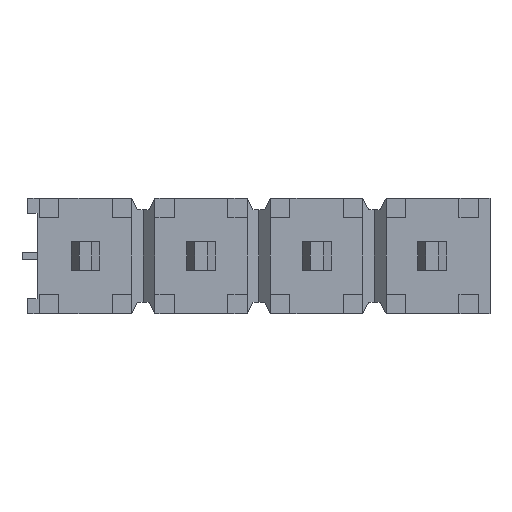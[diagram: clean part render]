
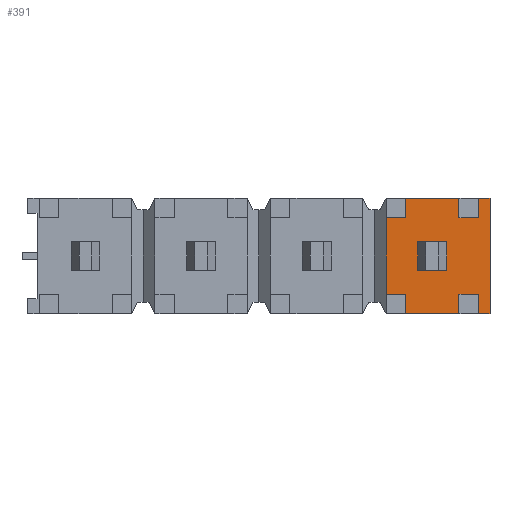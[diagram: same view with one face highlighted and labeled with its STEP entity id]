
A CAD part, front view. The second image highlights one B-rep face of the part: STEP entity #391.
In plain terms, the highlighted planar face has unit normal (0, -1, 0).
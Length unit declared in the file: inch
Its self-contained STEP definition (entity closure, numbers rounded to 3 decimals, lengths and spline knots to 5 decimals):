
#391 = ADVANCED_FACE( '', ( #901, #902 ), #903, .T. );
#901 = FACE_OUTER_BOUND( '', #1553, .T. );
#902 = FACE_BOUND( '', #1554, .T. );
#903 = PLANE( '', #1555 );
#1553 = EDGE_LOOP( '', ( #2529, #2530, #2531, #2532, #2533, #2534, #2535, #2536, #2537, #2538, #2539, #2540, #2541, #2542, #2543, #2544 ) );
#1554 = EDGE_LOOP( '', ( #2545, #2546, #2547, #2548 ) );
#1555 = AXIS2_PLACEMENT_3D( '', #2549, #2550, #2551 );
#2529 = ORIENTED_EDGE( '', *, *, #4213, .T. );
#2530 = ORIENTED_EDGE( '', *, *, #4214, .T. );
#2531 = ORIENTED_EDGE( '', *, *, #4156, .T. );
#2532 = ORIENTED_EDGE( '', *, *, #4215, .T. );
#2533 = ORIENTED_EDGE( '', *, *, #4216, .F. );
#2534 = ORIENTED_EDGE( '', *, *, #4217, .T. );
#2535 = ORIENTED_EDGE( '', *, *, #4218, .T. );
#2536 = ORIENTED_EDGE( '', *, *, #4219, .T. );
#2537 = ORIENTED_EDGE( '', *, *, #4118, .F. );
#2538 = ORIENTED_EDGE( '', *, *, #4220, .F. );
#2539 = ORIENTED_EDGE( '', *, *, #4221, .T. );
#2540 = ORIENTED_EDGE( '', *, *, #4040, .T. );
#2541 = ORIENTED_EDGE( '', *, *, #3926, .F. );
#2542 = ORIENTED_EDGE( '', *, *, #4030, .F. );
#2543 = ORIENTED_EDGE( '', *, *, #4222, .T. );
#2544 = ORIENTED_EDGE( '', *, *, #4037, .T. );
#2545 = ORIENTED_EDGE( '', *, *, #4001, .F. );
#2546 = ORIENTED_EDGE( '', *, *, #4223, .F. );
#2547 = ORIENTED_EDGE( '', *, *, #4175, .F. );
#2548 = ORIENTED_EDGE( '', *, *, #4224, .F. );
#2549 = CARTESIAN_POINT( '', ( 0.23637, 0.02, 0.1 ) );
#2550 = DIRECTION( '', ( 0., -1., 0. ) );
#2551 = DIRECTION( '', ( 0., 0., -1. ) );
#3926 = EDGE_CURVE( '', #4680, #4682, #4683, .T. );
#4001 = EDGE_CURVE( '', #4817, #4819, #4820, .T. );
#4030 = EDGE_CURVE( '', #4865, #4680, #4866, .T. );
#4037 = EDGE_CURVE( '', #4878, #4876, #4879, .T. );
#4040 = EDGE_CURVE( '', #4883, #4682, #4884, .T. );
#4118 = EDGE_CURVE( '', #5013, #5004, #5015, .T. );
#4156 = EDGE_CURVE( '', #5078, #5076, #5079, .T. );
#4175 = EDGE_CURVE( '', #5104, #5106, #5107, .T. );
#4213 = EDGE_CURVE( '', #4876, #5166, #5167, .T. );
#4214 = EDGE_CURVE( '', #5166, #5078, #5168, .T. );
#4215 = EDGE_CURVE( '', #5076, #5169, #5170, .T. );
#4216 = EDGE_CURVE( '', #5171, #5169, #5172, .T. );
#4217 = EDGE_CURVE( '', #5171, #5173, #5174, .T. );
#4218 = EDGE_CURVE( '', #5173, #5175, #5176, .T. );
#4219 = EDGE_CURVE( '', #5175, #5004, #5177, .T. );
#4220 = EDGE_CURVE( '', #5178, #5013, #5179, .T. );
#4221 = EDGE_CURVE( '', #5178, #4883, #5180, .T. );
#4222 = EDGE_CURVE( '', #4865, #4878, #5181, .T. );
#4223 = EDGE_CURVE( '', #5106, #4817, #5182, .T. );
#4224 = EDGE_CURVE( '', #4819, #5104, #5183, .T. );
#4680 = VERTEX_POINT( '', #5770 );
#4682 = VERTEX_POINT( '', #5773 );
#4683 = LINE( '', #5774, #5775 );
#4817 = VERTEX_POINT( '', #5970 );
#4819 = VERTEX_POINT( '', #5973 );
#4820 = LINE( '', #5974, #5975 );
#4865 = VERTEX_POINT( '', #6042 );
#4866 = LINE( '', #6043, #6044 );
#4876 = VERTEX_POINT( '', #6058 );
#4878 = VERTEX_POINT( '', #6061 );
#4879 = LINE( '', #6062, #6063 );
#4883 = VERTEX_POINT( '', #6069 );
#4884 = LINE( '', #6070, #6071 );
#5004 = VERTEX_POINT( '', #6247 );
#5013 = VERTEX_POINT( '', #6261 );
#5015 = LINE( '', #6264, #6265 );
#5076 = VERTEX_POINT( '', #6354 );
#5078 = VERTEX_POINT( '', #6357 );
#5079 = LINE( '', #6358, #6359 );
#5104 = VERTEX_POINT( '', #6397 );
#5106 = VERTEX_POINT( '', #6400 );
#5107 = LINE( '', #6401, #6402 );
#5166 = VERTEX_POINT( '', #6489 );
#5167 = LINE( '', #6490, #6491 );
#5168 = LINE( '', #6492, #6493 );
#5169 = VERTEX_POINT( '', #6494 );
#5170 = LINE( '', #6495, #6496 );
#5171 = VERTEX_POINT( '', #6497 );
#5172 = LINE( '', #6498, #6499 );
#5173 = VERTEX_POINT( '', #6500 );
#5174 = LINE( '', #6501, #6502 );
#5175 = VERTEX_POINT( '', #6503 );
#5176 = LINE( '', #6504, #6505 );
#5177 = LINE( '', #6506, #6507 );
#5178 = VERTEX_POINT( '', #6508 );
#5179 = LINE( '', #6509, #6510 );
#5180 = LINE( '', #6511, #6512 );
#5181 = LINE( '', #6513, #6514 );
#5182 = LINE( '', #6515, #6516 );
#5183 = LINE( '', #6517, #6518 );
#5770 = CARTESIAN_POINT( '', ( 0.17312, 0.02, -0.033 ) );
#5773 = CARTESIAN_POINT( '', ( 0.17312, 0.02, -0.05 ) );
#5774 = CARTESIAN_POINT( '', ( 0.17312, 0.02, 0.1 ) );
#5775 = VECTOR( '', #7334, 39.37008 );
#5970 = CARTESIAN_POINT( '', ( 0.1375, 0.02, 0.0125 ) );
#5973 = CARTESIAN_POINT( '', ( 0.1375, 0.02, -0.0125 ) );
#5974 = CARTESIAN_POINT( '', ( 0.1375, 0.02, -0.0125 ) );
#5975 = VECTOR( '', #7397, 39.37008 );
#6042 = CARTESIAN_POINT( '', ( 0.19012, 0.02, -0.033 ) );
#6043 = CARTESIAN_POINT( '', ( 0.4, 0.02, -0.033 ) );
#6044 = VECTOR( '', #7420, 39.37008 );
#6058 = CARTESIAN_POINT( '', ( 0.2, 0.02, -0.05 ) );
#6061 = CARTESIAN_POINT( '', ( 0.19012, 0.02, -0.05 ) );
#6062 = CARTESIAN_POINT( '', ( 0.2, 0.02, -0.05 ) );
#6063 = VECTOR( '', #7426, 39.37008 );
#6069 = CARTESIAN_POINT( '', ( 0.12688, 0.02, -0.05 ) );
#6070 = CARTESIAN_POINT( '', ( 0.2, 0.02, -0.05 ) );
#6071 = VECTOR( '', #7429, 39.37008 );
#6247 = CARTESIAN_POINT( '', ( 0.11, 0.02, 0.033 ) );
#6261 = CARTESIAN_POINT( '', ( 0.11, 0.02, -0.033 ) );
#6264 = CARTESIAN_POINT( '', ( 0.11, 0.02, 0.4 ) );
#6265 = VECTOR( '', #7492, 39.37008 );
#6354 = CARTESIAN_POINT( '', ( 0.19012, 0.02, 0.033 ) );
#6357 = CARTESIAN_POINT( '', ( 0.19012, 0.02, 0.05 ) );
#6358 = CARTESIAN_POINT( '', ( 0.19012, 0.02, 0.1 ) );
#6359 = VECTOR( '', #7522, 39.37008 );
#6397 = CARTESIAN_POINT( '', ( 0.1625, 0.02, -0.0125 ) );
#6400 = CARTESIAN_POINT( '', ( 0.1625, 0.02, 0.0125 ) );
#6401 = CARTESIAN_POINT( '', ( 0.1625, 0.02, 0.0125 ) );
#6402 = VECTOR( '', #7537, 39.37008 );
#6489 = CARTESIAN_POINT( '', ( 0.2, 0.02, 0.05 ) );
#6490 = CARTESIAN_POINT( '', ( 0.2, 0.02, 0.05 ) );
#6491 = VECTOR( '', #7566, 39.37008 );
#6492 = CARTESIAN_POINT( '', ( -0.2, 0.02, 0.05 ) );
#6493 = VECTOR( '', #7567, 39.37008 );
#6494 = CARTESIAN_POINT( '', ( 0.17312, 0.02, 0.033 ) );
#6495 = CARTESIAN_POINT( '', ( 0.4, 0.02, 0.033 ) );
#6496 = VECTOR( '', #7568, 39.37008 );
#6497 = CARTESIAN_POINT( '', ( 0.17312, 0.02, 0.05 ) );
#6498 = CARTESIAN_POINT( '', ( 0.17312, 0.02, 0.1 ) );
#6499 = VECTOR( '', #7569, 39.37008 );
#6500 = CARTESIAN_POINT( '', ( 0.12688, 0.02, 0.05 ) );
#6501 = CARTESIAN_POINT( '', ( -0.2, 0.02, 0.05 ) );
#6502 = VECTOR( '', #7570, 39.37008 );
#6503 = CARTESIAN_POINT( '', ( 0.12688, 0.02, 0.033 ) );
#6504 = CARTESIAN_POINT( '', ( 0.12688, 0.02, 0.1 ) );
#6505 = VECTOR( '', #7571, 39.37008 );
#6506 = CARTESIAN_POINT( '', ( 0.4, 0.02, 0.033 ) );
#6507 = VECTOR( '', #7572, 39.37008 );
#6508 = CARTESIAN_POINT( '', ( 0.12688, 0.02, -0.033 ) );
#6509 = CARTESIAN_POINT( '', ( 0.4, 0.02, -0.033 ) );
#6510 = VECTOR( '', #7573, 39.37008 );
#6511 = CARTESIAN_POINT( '', ( 0.12688, 0.02, 0.1 ) );
#6512 = VECTOR( '', #7574, 39.37008 );
#6513 = CARTESIAN_POINT( '', ( 0.19012, 0.02, 0.1 ) );
#6514 = VECTOR( '', #7575, 39.37008 );
#6515 = CARTESIAN_POINT( '', ( 0.1375, 0.02, 0.0125 ) );
#6516 = VECTOR( '', #7576, 39.37008 );
#6517 = CARTESIAN_POINT( '', ( 0.1625, 0.02, -0.0125 ) );
#6518 = VECTOR( '', #7577, 39.37008 );
#7334 = DIRECTION( '', ( 0., 0., -1. ) );
#7397 = DIRECTION( '', ( 0., 0., -1. ) );
#7420 = DIRECTION( '', ( -1., 0., 0. ) );
#7426 = DIRECTION( '', ( 1., 0., 0. ) );
#7429 = DIRECTION( '', ( 1., 0., 0. ) );
#7492 = DIRECTION( '', ( 0., 0., 1. ) );
#7522 = DIRECTION( '', ( 0., 0., -1. ) );
#7537 = DIRECTION( '', ( 0., 0., 1. ) );
#7566 = DIRECTION( '', ( 0., 0., 1. ) );
#7567 = DIRECTION( '', ( -1., 0., 0. ) );
#7568 = DIRECTION( '', ( -1., 0., 0. ) );
#7569 = DIRECTION( '', ( 0., 0., -1. ) );
#7570 = DIRECTION( '', ( -1., 0., 0. ) );
#7571 = DIRECTION( '', ( 0., 0., -1. ) );
#7572 = DIRECTION( '', ( -1., 0., 0. ) );
#7573 = DIRECTION( '', ( -1., 0., 0. ) );
#7574 = DIRECTION( '', ( 0., 0., -1. ) );
#7575 = DIRECTION( '', ( 0., 0., -1. ) );
#7576 = DIRECTION( '', ( -1., 0., 0. ) );
#7577 = DIRECTION( '', ( 1., 0., 0. ) );
